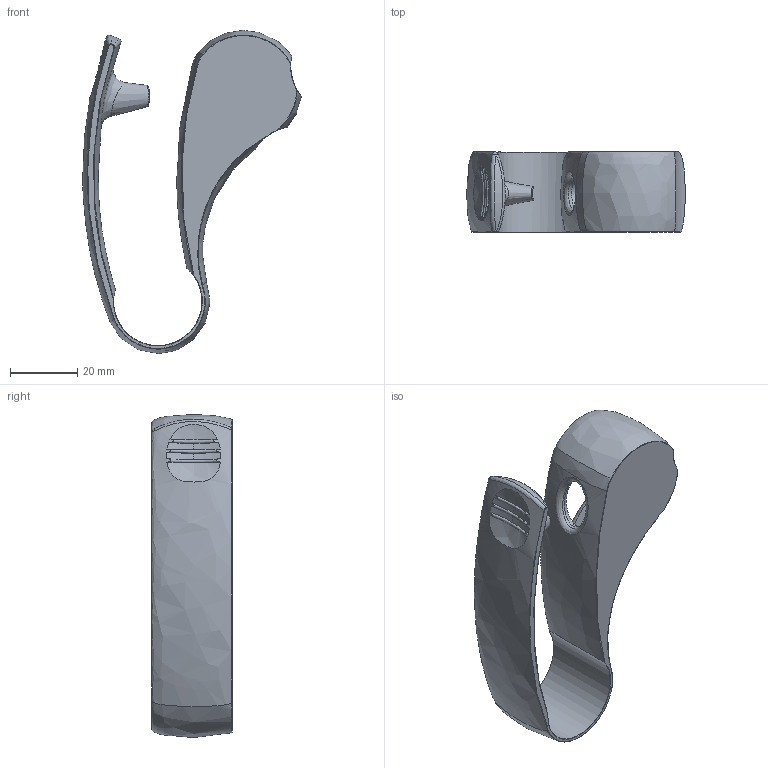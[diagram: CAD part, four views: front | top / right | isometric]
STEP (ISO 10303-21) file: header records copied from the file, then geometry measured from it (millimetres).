
FILE_DESCRIPTION(/* description */ (''),/* implementation_level */ '2;1');
FILE_NAME(/* name */ 'Round Pocket Pill Opener v10.step',/* time_stamp */ '2025-05-29T12:46:06-07:00',/* author */ (''),/* organization */ (''),/* preprocessor_version */ 'ST-DEVELOPER v20.1',/* originating_system */ 'Autodesk Translation Framework v14.10.0.0',/* authorisation */ '');
FILE_SCHEMA (('AUTOMOTIVE_DESIGN { 1 0 10303 214 3 1 1 }'));
Length unit declared in the file: millimetre
Products named in the file (1): Round Pocket Pill Opener
Bounding box: 65.26 x 24 x 96.43 mm (x, y, z)
Volume: 26751.4 mm3; surface area: 15529.3 mm2
Topology: 1 solids, 1 shells, 70 faces, 180 edges, 114 vertices
Faces by surface type: bspline 41, torus 12, cylinder 9, plane 5, cone 3
Entity records: 4267 total; most frequent: CARTESIAN_POINT 2810, ORIENTED_EDGE 358, DIRECTION 208, EDGE_CURVE 179, VERTEX_POINT 114, AXIS2_PLACEMENT_3D 96, B_SPLINE_CURVE_WITH_KNOTS 95, EDGE_LOOP 75
